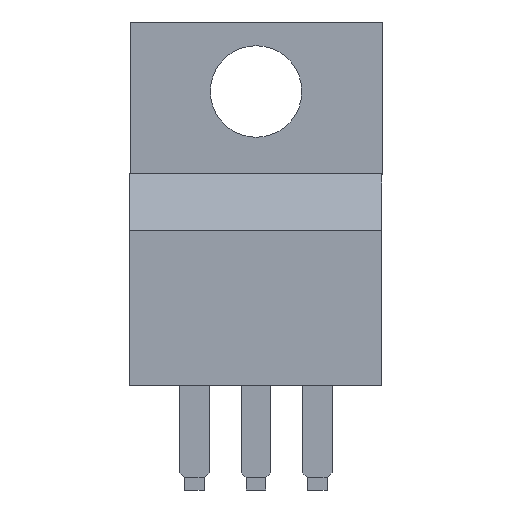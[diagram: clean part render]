
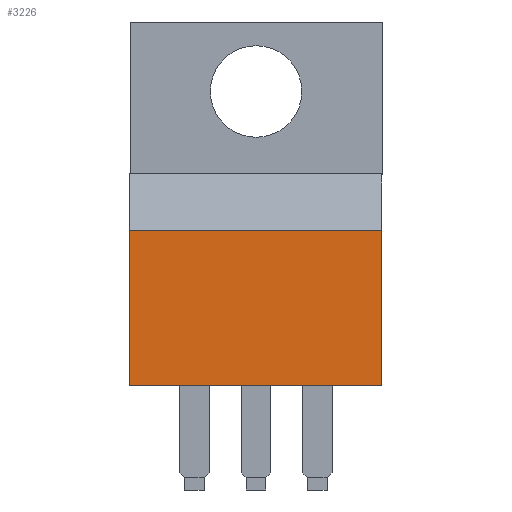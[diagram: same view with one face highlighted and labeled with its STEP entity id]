
A CAD part, front view. The second image highlights one B-rep face of the part: STEP entity #3226.
In plain terms, the highlighted planar face has unit normal (0, -1, 0).
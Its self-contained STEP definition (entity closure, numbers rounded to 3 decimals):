
#2881 = PLANE('',#2882);
#2882 = AXIS2_PLACEMENT_3D('',#2883,#2884,#2885);
#2883 = CARTESIAN_POINT('',(-2.668,3.195,3.8));
#2884 = DIRECTION('',(-1.,0.,0.));
#2885 = DIRECTION('',(0.,0.,1.));
#2909 = PLANE('',#2910);
#2910 = AXIS2_PLACEMENT_3D('',#2911,#2912,#2913);
#2911 = CARTESIAN_POINT('',(-2.668,-0.323,11.388));
#2912 = DIRECTION('',(0.,0.707,-0.707));
#2913 = DIRECTION('',(1.,0.,0.));
#2937 = PLANE('',#2938);
#2938 = AXIS2_PLACEMENT_3D('',#2939,#2940,#2941);
#2939 = CARTESIAN_POINT('',(7.748,3.195,12.56));
#2940 = DIRECTION('',(1.,0.,0.));
#2941 = DIRECTION('',(0.,0.,-1.));
#3003 = VERTEX_POINT('',#3004);
#3004 = CARTESIAN_POINT('',(-2.668,-1.495,3.8));
#3018 = PLANE('',#3019);
#3019 = AXIS2_PLACEMENT_3D('',#3020,#3021,#3022);
#3020 = CARTESIAN_POINT('',(7.748,3.195,3.8));
#3021 = DIRECTION('',(-0.,0.,-1.));
#3022 = DIRECTION('',(-1.,0.,0.));
#3030 = EDGE_CURVE('',#3003,#3031,#3033,.T.);
#3031 = VERTEX_POINT('',#3032);
#3032 = CARTESIAN_POINT('',(-2.668,-1.495,10.215));
#3033 = SURFACE_CURVE('',#3034,(#3038,#3045),.PCURVE_S1.);
#3034 = LINE('',#3035,#3036);
#3035 = CARTESIAN_POINT('',(-2.668,-1.495,3.8));
#3036 = VECTOR('',#3037,1.);
#3037 = DIRECTION('',(0.,0.,1.));
#3038 = PCURVE('',#2881,#3039);
#3039 = DEFINITIONAL_REPRESENTATION('',(#3040),#3044);
#3040 = LINE('',#3041,#3042);
#3041 = CARTESIAN_POINT('',(0.,-4.69));
#3042 = VECTOR('',#3043,1.);
#3043 = DIRECTION('',(1.,0.));
#3044 = ( GEOMETRIC_REPRESENTATION_CONTEXT(2) 
PARAMETRIC_REPRESENTATION_CONTEXT() REPRESENTATION_CONTEXT('2D SPACE',''
  ) );
#3045 = PCURVE('',#3046,#3051);
#3046 = PLANE('',#3047);
#3047 = AXIS2_PLACEMENT_3D('',#3048,#3049,#3050);
#3048 = CARTESIAN_POINT('',(2.54,-1.495,8.18));
#3049 = DIRECTION('',(0.,1.,0.));
#3050 = DIRECTION('',(0.,0.,1.));
#3051 = DEFINITIONAL_REPRESENTATION('',(#3052),#3056);
#3052 = LINE('',#3053,#3054);
#3053 = CARTESIAN_POINT('',(-4.38,-5.208));
#3054 = VECTOR('',#3055,1.);
#3055 = DIRECTION('',(1.,0.));
#3056 = ( GEOMETRIC_REPRESENTATION_CONTEXT(2) 
PARAMETRIC_REPRESENTATION_CONTEXT() REPRESENTATION_CONTEXT('2D SPACE',''
  ) );
#3085 = VERTEX_POINT('',#3086);
#3086 = CARTESIAN_POINT('',(7.748,-1.495,10.215));
#3107 = EDGE_CURVE('',#3031,#3085,#3108,.T.);
#3108 = SURFACE_CURVE('',#3109,(#3113,#3120),.PCURVE_S1.);
#3109 = LINE('',#3110,#3111);
#3110 = CARTESIAN_POINT('',(-2.668,-1.495,10.215));
#3111 = VECTOR('',#3112,1.);
#3112 = DIRECTION('',(1.,0.,0.));
#3113 = PCURVE('',#2909,#3114);
#3114 = DEFINITIONAL_REPRESENTATION('',(#3115),#3119);
#3115 = LINE('',#3116,#3117);
#3116 = CARTESIAN_POINT('',(0.,1.658));
#3117 = VECTOR('',#3118,1.);
#3118 = DIRECTION('',(1.,0.));
#3119 = ( GEOMETRIC_REPRESENTATION_CONTEXT(2) 
PARAMETRIC_REPRESENTATION_CONTEXT() REPRESENTATION_CONTEXT('2D SPACE',''
  ) );
#3120 = PCURVE('',#3046,#3121);
#3121 = DEFINITIONAL_REPRESENTATION('',(#3122),#3126);
#3122 = LINE('',#3123,#3124);
#3123 = CARTESIAN_POINT('',(2.035,-5.208));
#3124 = VECTOR('',#3125,1.);
#3125 = DIRECTION('',(0.,1.));
#3126 = ( GEOMETRIC_REPRESENTATION_CONTEXT(2) 
PARAMETRIC_REPRESENTATION_CONTEXT() REPRESENTATION_CONTEXT('2D SPACE',''
  ) );
#3182 = EDGE_CURVE('',#3085,#3183,#3185,.T.);
#3183 = VERTEX_POINT('',#3184);
#3184 = CARTESIAN_POINT('',(7.748,-1.495,3.8));
#3185 = SURFACE_CURVE('',#3186,(#3190,#3197),.PCURVE_S1.);
#3186 = LINE('',#3187,#3188);
#3187 = CARTESIAN_POINT('',(7.748,-1.495,12.56));
#3188 = VECTOR('',#3189,1.);
#3189 = DIRECTION('',(0.,0.,-1.));
#3190 = PCURVE('',#2937,#3191);
#3191 = DEFINITIONAL_REPRESENTATION('',(#3192),#3196);
#3192 = LINE('',#3193,#3194);
#3193 = CARTESIAN_POINT('',(0.,-4.69));
#3194 = VECTOR('',#3195,1.);
#3195 = DIRECTION('',(1.,0.));
#3196 = ( GEOMETRIC_REPRESENTATION_CONTEXT(2) 
PARAMETRIC_REPRESENTATION_CONTEXT() REPRESENTATION_CONTEXT('2D SPACE',''
  ) );
#3197 = PCURVE('',#3046,#3198);
#3198 = DEFINITIONAL_REPRESENTATION('',(#3199),#3203);
#3199 = LINE('',#3200,#3201);
#3200 = CARTESIAN_POINT('',(4.38,5.208));
#3201 = VECTOR('',#3202,1.);
#3202 = DIRECTION('',(-1.,0.));
#3203 = ( GEOMETRIC_REPRESENTATION_CONTEXT(2) 
PARAMETRIC_REPRESENTATION_CONTEXT() REPRESENTATION_CONTEXT('2D SPACE',''
  ) );
#3226 = ADVANCED_FACE('',(#3227),#3046,.F.);
#3227 = FACE_BOUND('',#3228,.F.);
#3228 = EDGE_LOOP('',(#3229,#3230,#3251,#3252));
#3229 = ORIENTED_EDGE('',*,*,#3182,.T.);
#3230 = ORIENTED_EDGE('',*,*,#3231,.T.);
#3231 = EDGE_CURVE('',#3183,#3003,#3232,.T.);
#3232 = SURFACE_CURVE('',#3233,(#3237,#3244),.PCURVE_S1.);
#3233 = LINE('',#3234,#3235);
#3234 = CARTESIAN_POINT('',(7.748,-1.495,3.8));
#3235 = VECTOR('',#3236,1.);
#3236 = DIRECTION('',(-1.,0.,0.));
#3237 = PCURVE('',#3046,#3238);
#3238 = DEFINITIONAL_REPRESENTATION('',(#3239),#3243);
#3239 = LINE('',#3240,#3241);
#3240 = CARTESIAN_POINT('',(-4.38,5.208));
#3241 = VECTOR('',#3242,1.);
#3242 = DIRECTION('',(0.,-1.));
#3243 = ( GEOMETRIC_REPRESENTATION_CONTEXT(2) 
PARAMETRIC_REPRESENTATION_CONTEXT() REPRESENTATION_CONTEXT('2D SPACE',''
  ) );
#3244 = PCURVE('',#3018,#3245);
#3245 = DEFINITIONAL_REPRESENTATION('',(#3246),#3250);
#3246 = LINE('',#3247,#3248);
#3247 = CARTESIAN_POINT('',(0.,-4.69));
#3248 = VECTOR('',#3249,1.);
#3249 = DIRECTION('',(1.,0.));
#3250 = ( GEOMETRIC_REPRESENTATION_CONTEXT(2) 
PARAMETRIC_REPRESENTATION_CONTEXT() REPRESENTATION_CONTEXT('2D SPACE',''
  ) );
#3251 = ORIENTED_EDGE('',*,*,#3030,.T.);
#3252 = ORIENTED_EDGE('',*,*,#3107,.T.);
